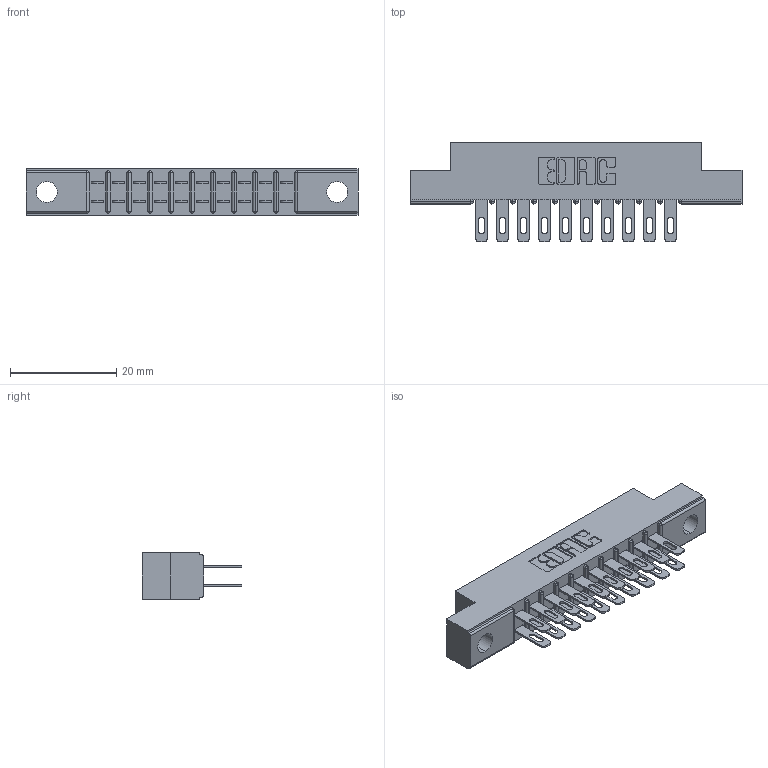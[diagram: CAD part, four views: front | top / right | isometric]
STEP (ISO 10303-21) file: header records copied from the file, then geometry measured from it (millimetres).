
FILE_DESCRIPTION (( 'STEP AP203' ), '1' );
FILE_NAME ('355-020-500-204.STEP', '2019-09-11T03:05:56', ( '' ), ( '' ), 'SwSTEP 2.0', 'SolidWorks 2016', '' );
FILE_SCHEMA (( 'CONFIG_CONTROL_DESIGN' ));
Length unit declared in the file: inch
Products named in the file (3): 305-290-001_500; 355-020-500-204; 305 Part_.156 Dia
Assembly tree (21 placements, depth 2):
  355-020-500-204
    305 Part_.156 Dia
    305-290-001_500  x20
Bounding box: 62.64 x 18.85 x 8.71 mm (x, y, z)
Volume: 3898.5 mm3; surface area: 6921.2 mm2
Topology: 21 solids, 21 shells, 1130 faces, 3222 edges, 2092 vertices
Faces by surface type: plane 642, cylinder 448, sphere 40
Entity records: 15163 total; most frequent: CARTESIAN_POINT 2514, ORIENTED_EDGE 2488, DIRECTION 2452, EDGE_CURVE 1244, LINE 976, VECTOR 976, VERTEX_POINT 800, AXIS2_PLACEMENT_3D 738
